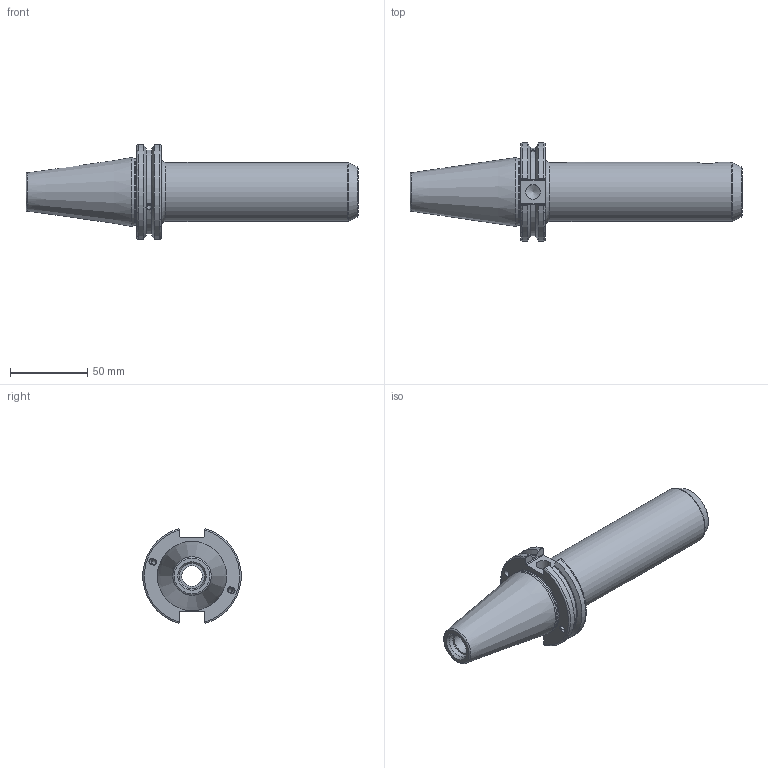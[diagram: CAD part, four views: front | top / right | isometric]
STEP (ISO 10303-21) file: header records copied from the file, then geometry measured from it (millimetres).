
FILE_DESCRIPTION(/* description */ (''),/* implementation_level */ '2;1');
FILE_NAME(/* name */ 'AK108B.stp',/* time_stamp */ '2025-01-02T13:38:57+09:00',/* author */ ('YSH'),/* organization */ (''),/* preprocessor_version */ 'ST-DEVELOPER v20',/* originating_system */ 'Autodesk Inventor 2025',/* authorisation */ '');
FILE_SCHEMA (('AUTOMOTIVE_DESIGN { 1 0 10303 214 3 1 1 }'));
Length unit declared in the file: millimetre
Products named in the file (1): LO-CAT40ADB-EMH15.875-146
Bounding box: 214.25 x 63.26 x 61.09 mm (x, y, z)
Volume: 218818.8 mm3; surface area: 41950 mm2
Topology: 1 solids, 1 shells, 87 faces, 239 edges, 157 vertices
Faces by surface type: plane 37, cylinder 28, cone 12, torus 10
Full cylindrical faces by diameter (mm): 3.242 x8, 4 x2, 4.2 x2, 9.525 x1, 11.328 x1, 13.386 x1, 15.875 x1, 16.3 x1, 16.475 x1, 38.1 x1, 43.6 x1
Entity records: 3100 total; most frequent: CARTESIAN_POINT 854, ORIENTED_EDGE 472, DIRECTION 456, EDGE_CURVE 236, AXIS2_PLACEMENT_3D 182, VERTEX_POINT 157, EDGE_LOOP 105, LINE 92
